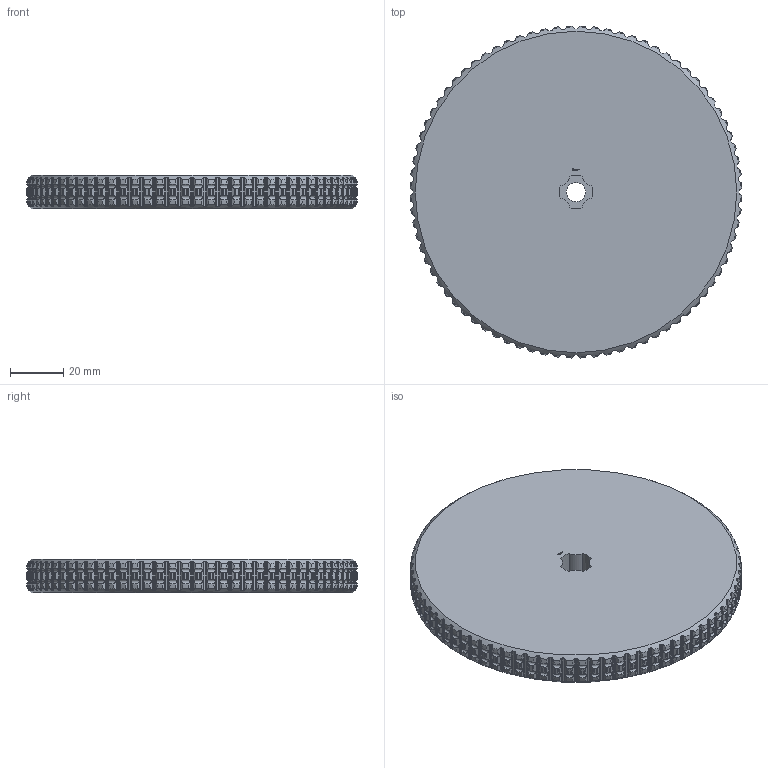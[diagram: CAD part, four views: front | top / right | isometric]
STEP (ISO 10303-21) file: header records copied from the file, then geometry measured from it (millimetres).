
FILE_DESCRIPTION(('FreeCAD Model'),'2;1');
FILE_NAME('Open CASCADE Shape Model','2023-12-20T21:21:58',(''),(''), 'Open CASCADE STEP processor 7.6','FreeCAD','Unknown');
FILE_SCHEMA(('AUTOMOTIVE_DESIGN { 1 0 10303 214 1 1 1 1 }'));
Products named in the file (1): Wheel GND TTRD PLN BU10.00x01.00 - SPN-WHL-0033 (stemfie.org)
Bounding box: 124.95 x 124.95 x 12.5 mm (x, y, z)
Volume: 147677.5 mm3; surface area: 31029.2 mm2
Topology: 1 solids, 1 shells, 2313 faces, 6761 edges, 4502 vertices
Faces by surface type: cylinder 893, plane 577, cone 357, torus 320, extrusion 166
Full cylindrical faces by diameter (mm): 2 x4, 7.2 x1
Entity records: 258716 total; most frequent: CARTESIAN_POINT 125120, DIRECTION 16261, ORIENTED_EDGE 13522, PCURVE 13522, DEFINITIONAL_REPRESENTATION 13522, B_SPLINE_CURVE_WITH_KNOTS 9970, VECTOR 8747, LINE 8581
